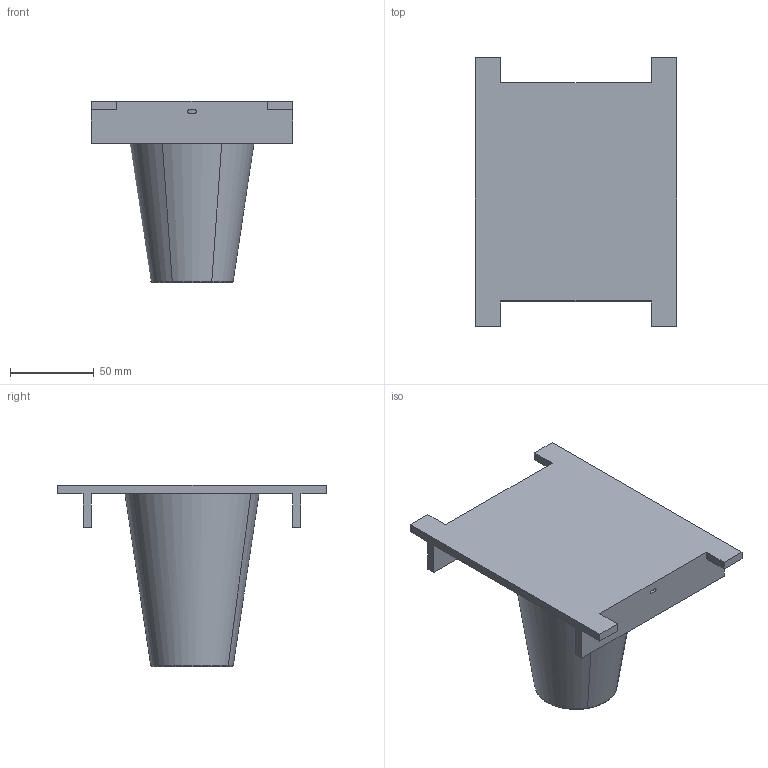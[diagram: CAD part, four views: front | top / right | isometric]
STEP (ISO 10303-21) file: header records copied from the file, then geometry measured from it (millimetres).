
FILE_DESCRIPTION(('CATIA V5 STEP'),'2;1');
FILE_NAME('Tool For Cup V4 - Upper part.stp','2019-01-21T16:01:43+00:00',('none'),('none'),'CATIA Version 5 Release 19 GA (IN-10)','CATIA V5 STEP AP214','none');
FILE_SCHEMA(('AUTOMOTIVE_DESIGN { 1 0 10303 214 1 1 1 1 }'));
Length unit declared in the file: millimetre
Products named in the file (1): Tool For Cup V4 - Upper part
Bounding box: 120 x 160 x 108 mm (x, y, z)
Volume: 449195 mm3; surface area: 64094.9 mm2
Topology: 1 solids, 1 shells, 44 faces, 122 edges, 79 vertices
Faces by surface type: plane 28, revolution 8, cylinder 8
Entity records: 1423 total; most frequent: CARTESIAN_POINT 307, ORIENTED_EDGE 244, DIRECTION 168, EDGE_CURVE 122, VECTOR 84, LINE 84, VERTEX_POINT 79, AXIS2_PLACEMENT_3D 54
